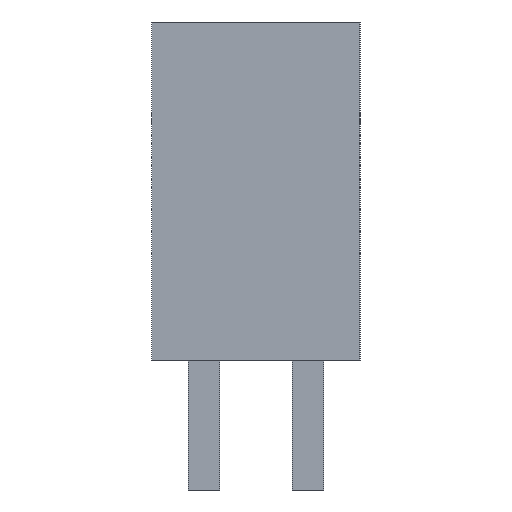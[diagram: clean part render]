
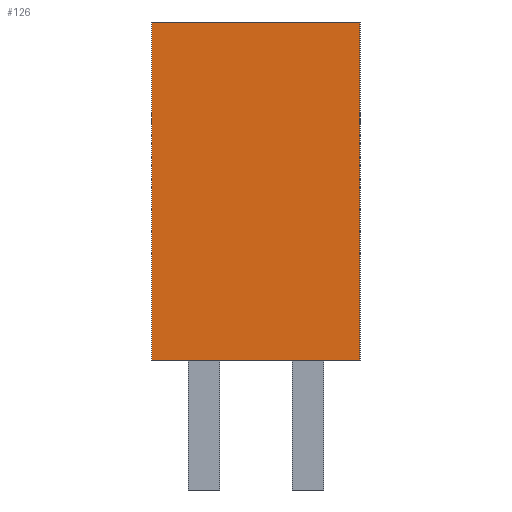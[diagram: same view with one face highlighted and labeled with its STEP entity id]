
A CAD part, left-side view. The second image highlights one B-rep face of the part: STEP entity #126.
In plain terms, the highlighted planar face has unit normal (-1, 0, 0).
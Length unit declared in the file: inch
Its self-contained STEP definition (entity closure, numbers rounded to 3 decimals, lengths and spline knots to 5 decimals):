
#126=ADVANCED_FACE('',(#1258),#692,.F.);
#692=PLANE('',#9737);
#1258=FACE_OUTER_BOUND('',#1822,.T.);
#1822=EDGE_LOOP('',(#2474,#2475,#2476,#2477));
#2474=ORIENTED_EDGE('',*,*,#5866,.T.);
#2475=ORIENTED_EDGE('',*,*,#5861,.F.);
#2476=ORIENTED_EDGE('',*,*,#5867,.F.);
#2477=ORIENTED_EDGE('',*,*,#5863,.T.);
#5050=VERTEX_POINT('',#12729);
#5053=VERTEX_POINT('',#12734);
#5055=VERTEX_POINT('',#12739);
#5056=VERTEX_POINT('',#12741);
#5861=EDGE_CURVE('',#5053,#5050,#7153,.T.);
#5863=EDGE_CURVE('',#5056,#5055,#7155,.T.);
#5866=EDGE_CURVE('',#5055,#5050,#7158,.T.);
#5867=EDGE_CURVE('',#5056,#5053,#7159,.T.);
#7153=LINE('',#12735,#8445);
#7155=LINE('',#12740,#8447);
#7158=LINE('',#12746,#8450);
#7159=LINE('',#12747,#8451);
#8445=VECTOR('',#10306,1.);
#8447=VECTOR('',#10310,1.);
#8450=VECTOR('',#10315,1.);
#8451=VECTOR('',#10316,1.);
#9737=AXIS2_PLACEMENT_3D('',#12748,#10317,#10318);
#10306=DIRECTION('',(0.,0.,-1.));
#10310=DIRECTION('',(0.,0.,-1.));
#10315=DIRECTION('',(0.,-1.,0.));
#10316=DIRECTION('',(0.,-1.,0.));
#10317=DIRECTION('',(1.,0.,0.));
#10318=DIRECTION('',(0.,1.,0.));
#12729=CARTESIAN_POINT('',(-0.05,-0.05,0.));
#12734=CARTESIAN_POINT('',(-0.05,-0.05,0.325));
#12735=CARTESIAN_POINT('',(-0.05,-0.05,0.325));
#12739=CARTESIAN_POINT('',(-0.05,0.15,0.));
#12740=CARTESIAN_POINT('',(-0.05,0.15,0.325));
#12741=CARTESIAN_POINT('',(-0.05,0.15,0.325));
#12746=CARTESIAN_POINT('',(-0.05,0.15,0.));
#12747=CARTESIAN_POINT('',(-0.05,0.15,0.325));
#12748=CARTESIAN_POINT('',(-0.05,0.15,0.325));
